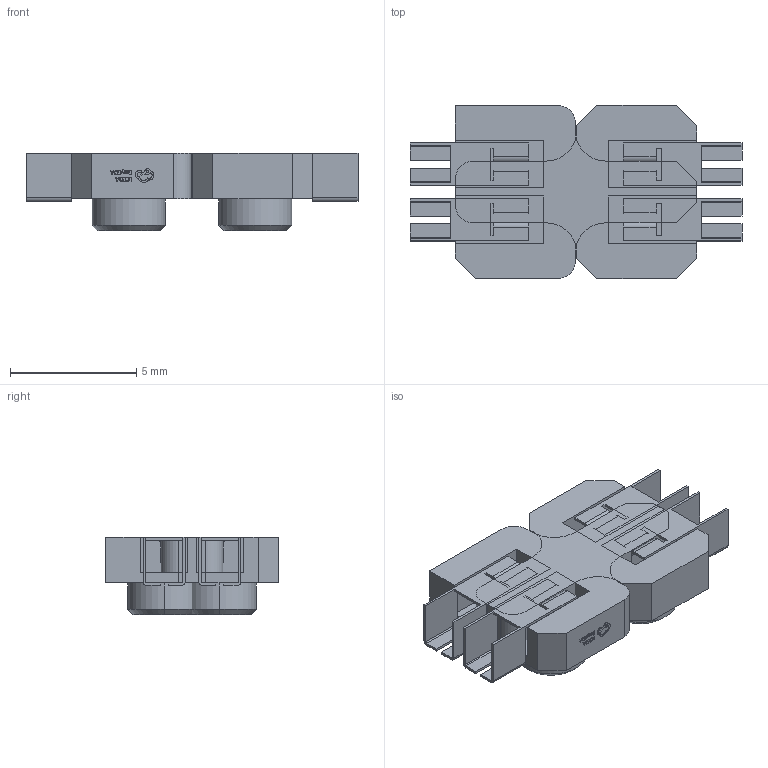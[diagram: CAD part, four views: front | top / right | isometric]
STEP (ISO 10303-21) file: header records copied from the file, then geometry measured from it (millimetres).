
FILE_DESCRIPTION (( 'STEP AP214' ), '1' );
FILE_NAME ('CONN-SMD_HOTPLUGPAKAGE__C9900010116.step', '2022-08-01T07:41:50', ( '' ), ( '' ), 'SwSTEP 2.0', 'SolidWorks 2020', '' );
FILE_SCHEMA (( 'AUTOMOTIVE_DESIGN' ));
Length unit declared in the file: millimetre
Products named in the file (1): CONN-SMD_HOTPLUGPAKAGE__C9900010116
Bounding box: 13.15 x 6.85 x 3.05 mm (x, y, z)
Volume: 154.5 mm3; surface area: 518.3 mm2
Topology: 19 solids, 19 shells, 486 faces, 1308 edges, 864 vertices
Faces by surface type: plane 332, bspline 98, cylinder 48, cone 8
Entity records: 20597 total; most frequent: CARTESIAN_POINT 3965, ORIENTED_EDGE 2616, DIRECTION 1990, EDGE_CURVE 1308, VECTOR 1004, LINE 1004, VERTEX_POINT 864, EDGE_LOOP 510
